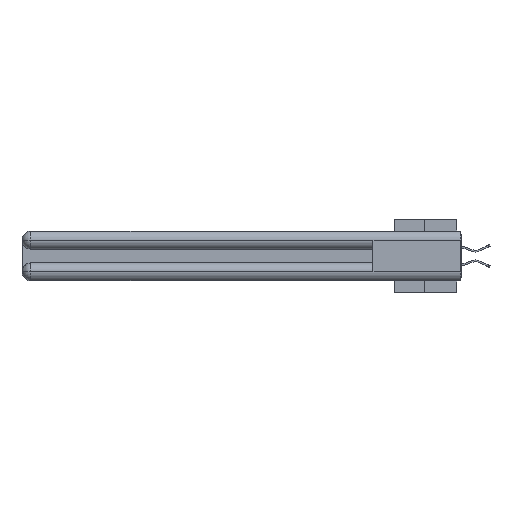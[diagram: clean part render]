
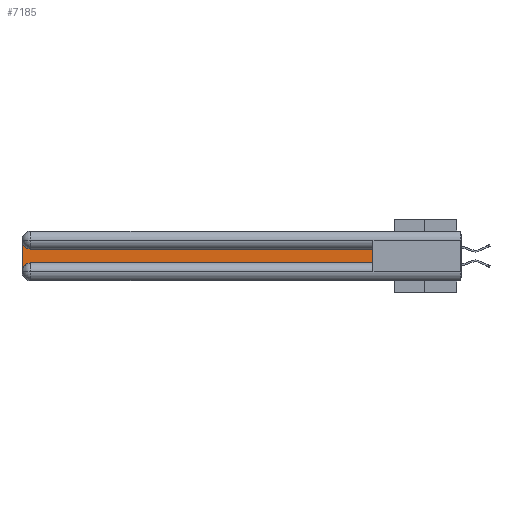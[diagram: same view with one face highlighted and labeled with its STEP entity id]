
A CAD part, left-side view. The second image highlights one B-rep face of the part: STEP entity #7185.
In plain terms, the highlighted planar face has unit normal (-1, 0, 0).
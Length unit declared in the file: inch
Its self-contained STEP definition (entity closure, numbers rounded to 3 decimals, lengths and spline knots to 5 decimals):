
#561 = CARTESIAN_POINT ( 'NONE',  ( 0.075, 2.94, -0.0625 ) ) ;
#1447 = DIRECTION ( 'NONE',  ( 0., -1., 0. ) ) ;
#1911 = VECTOR ( 'NONE', #22954, 39.37008 ) ;
#2345 = CARTESIAN_POINT ( 'NONE',  ( 0.075, 2.94, -0.2175 ) ) ;
#3771 = EDGE_CURVE ( 'NONE', #19490, #35304, #9820, .T. ) ;
#4541 = CARTESIAN_POINT ( 'NONE',  ( 0.075, 2.94, -0.2775 ) ) ;
#4560 = LINE ( 'NONE', #34580, #16632 ) ;
#5026 = EDGE_CURVE ( 'NONE', #16131, #32880, #4560, .T. ) ;
#5571 = DIRECTION ( 'NONE',  ( 0., 1., 0. ) ) ;
#5696 = CARTESIAN_POINT ( 'NONE',  ( 0.075, 0.6, -0.1225 ) ) ;
#7185 = ADVANCED_FACE ( 'NONE', ( #12659 ), #21982, .F. ) ;
#7791 = DIRECTION ( 'NONE',  ( 1., 0., 0. ) ) ;
#8587 = ORIENTED_EDGE ( 'NONE', *, *, #32952, .T. ) ;
#8597 = DIRECTION ( 'NONE',  ( 0., 0., -1. ) ) ;
#8671 = EDGE_CURVE ( 'NONE', #35304, #9951, #24192, .T. ) ;
#9286 = LINE ( 'NONE', #17503, #1911 ) ;
#9313 = ORIENTED_EDGE ( 'NONE', *, *, #25253, .T. ) ;
#9820 = LINE ( 'NONE', #5696, #31462 ) ;
#9951 = VERTEX_POINT ( 'NONE', #29120 ) ;
#12659 = FACE_OUTER_BOUND ( 'NONE', #33276, .T. ) ;
#14128 = CARTESIAN_POINT ( 'NONE',  ( 0.075, 3., -0.1225 ) ) ;
#14351 = DIRECTION ( 'NONE',  ( 1., 0., 0. ) ) ;
#14829 = CARTESIAN_POINT ( 'NONE',  ( 0.075, 0.6, -0.1225 ) ) ;
#15062 = DIRECTION ( 'NONE',  ( 0., 0., -1. ) ) ;
#15199 = CIRCLE ( 'NONE', #32744, 0.06 ) ;
#15219 = AXIS2_PLACEMENT_3D ( 'NONE', #14128, #22690, #8597 ) ;
#16131 = VERTEX_POINT ( 'NONE', #2345 ) ;
#16632 = VECTOR ( 'NONE', #1447, 39.37008 ) ;
#16770 = LINE ( 'NONE', #31651, #23276 ) ;
#17503 = CARTESIAN_POINT ( 'NONE',  ( 0.075, 0.6, -0.2175 ) ) ;
#18174 = CARTESIAN_POINT ( 'NONE',  ( 0.075, 3., -0.2775 ) ) ;
#18249 = ORIENTED_EDGE ( 'NONE', *, *, #21295, .T. ) ;
#19490 = VERTEX_POINT ( 'NONE', #14829 ) ;
#21295 = EDGE_CURVE ( 'NONE', #9951, #33797, #16770, .T. ) ;
#21982 = PLANE ( 'NONE',  #15219 ) ;
#22690 = DIRECTION ( 'NONE',  ( 1., 0., 0. ) ) ;
#22954 = DIRECTION ( 'NONE',  ( 0., 0., 1. ) ) ;
#23276 = VECTOR ( 'NONE', #15062, 39.37008 ) ;
#24192 = CIRCLE ( 'NONE', #28714, 0.06 ) ;
#25253 = EDGE_CURVE ( 'NONE', #33797, #16131, #15199, .T. ) ;
#25899 = CARTESIAN_POINT ( 'NONE',  ( 0.075, 0.6, -0.2175 ) ) ;
#26808 = CARTESIAN_POINT ( 'NONE',  ( 0.075, 2.94, -0.1225 ) ) ;
#28714 = AXIS2_PLACEMENT_3D ( 'NONE', #561, #14351, #30686 ) ;
#29120 = CARTESIAN_POINT ( 'NONE',  ( 0.075, 3., -0.0625 ) ) ;
#30686 = DIRECTION ( 'NONE',  ( 0., 0., -1. ) ) ;
#30866 = ORIENTED_EDGE ( 'NONE', *, *, #3771, .T. ) ;
#31462 = VECTOR ( 'NONE', #5571, 39.37008 ) ;
#31651 = CARTESIAN_POINT ( 'NONE',  ( 0.075, 3., -0.2175 ) ) ;
#32744 = AXIS2_PLACEMENT_3D ( 'NONE', #4541, #7791, #35110 ) ;
#32880 = VERTEX_POINT ( 'NONE', #25899 ) ;
#32920 = ORIENTED_EDGE ( 'NONE', *, *, #8671, .T. ) ;
#32952 = EDGE_CURVE ( 'NONE', #32880, #19490, #9286, .T. ) ;
#33273 = ORIENTED_EDGE ( 'NONE', *, *, #5026, .T. ) ;
#33276 = EDGE_LOOP ( 'NONE', ( #30866, #32920, #18249, #9313, #33273, #8587 ) ) ;
#33797 = VERTEX_POINT ( 'NONE', #18174 ) ;
#34580 = CARTESIAN_POINT ( 'NONE',  ( 0.075, 0.6, -0.2175 ) ) ;
#35110 = DIRECTION ( 'NONE',  ( 0., 0., -1. ) ) ;
#35304 = VERTEX_POINT ( 'NONE', #26808 ) ;
